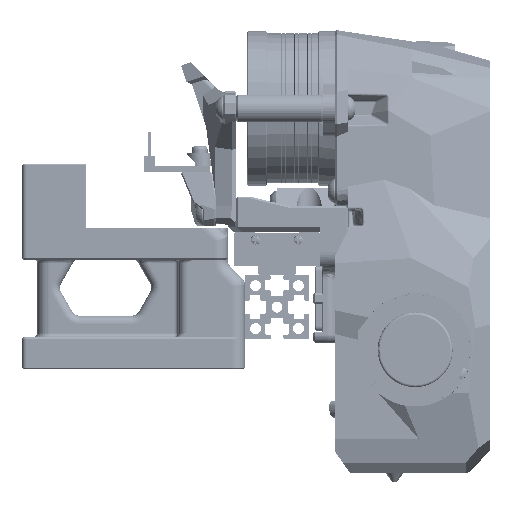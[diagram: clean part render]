
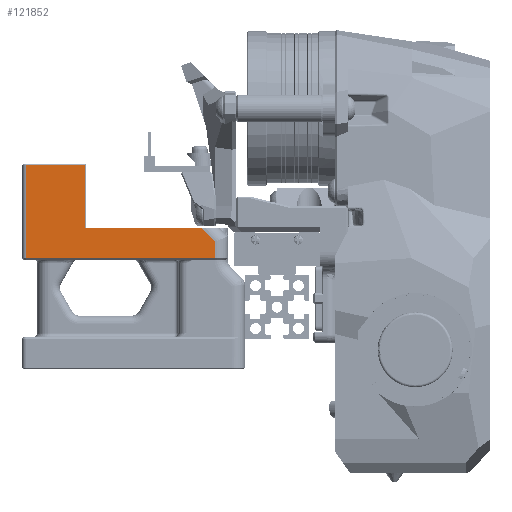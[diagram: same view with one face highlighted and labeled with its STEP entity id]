
A CAD part, left-side view. The second image highlights one B-rep face of the part: STEP entity #121852.
In plain terms, the highlighted planar face has unit normal (-1, 0, 0).
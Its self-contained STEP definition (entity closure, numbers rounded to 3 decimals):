
#8048=PLANE('',#134759);
#16749=FACE_OUTER_BOUND('',#24045,.T.);
#24045=EDGE_LOOP('',(#113328,#113329,#113330,#113331,#113332,#113333,#113334));
#34181=LINE('',#247970,#44337);
#34203=LINE('',#248195,#44359);
#34218=LINE('',#249251,#44374);
#34219=LINE('',#249253,#44375);
#34220=LINE('',#249256,#44376);
#34221=LINE('',#249258,#44377);
#34222=LINE('',#249259,#44378);
#44337=VECTOR('',#168618,10.);
#44359=VECTOR('',#168674,10.);
#44374=VECTOR('',#168745,10.);
#44375=VECTOR('',#168748,10.);
#44376=VECTOR('',#168751,1000.);
#44377=VECTOR('',#168752,1000.);
#44378=VECTOR('',#168753,1000.);
#60949=VERTEX_POINT('',#247967);
#60950=VERTEX_POINT('',#247969);
#60986=VERTEX_POINT('',#248192);
#60987=VERTEX_POINT('',#248194);
#61035=VERTEX_POINT('',#249249);
#61036=VERTEX_POINT('',#249255);
#61037=VERTEX_POINT('',#249257);
#78410=EDGE_CURVE('',#60950,#60949,#34181,.T.);
#78452=EDGE_CURVE('',#60986,#60987,#34203,.T.);
#78507=EDGE_CURVE('',#60949,#61035,#34218,.T.);
#78508=EDGE_CURVE('',#61035,#60987,#34219,.T.);
#78509=EDGE_CURVE('',#60986,#61036,#34220,.T.);
#78510=EDGE_CURVE('',#61036,#61037,#34221,.T.);
#78511=EDGE_CURVE('',#61037,#60950,#34222,.T.);
#113328=ORIENTED_EDGE('',*,*,#78410,.T.);
#113329=ORIENTED_EDGE('',*,*,#78507,.T.);
#113330=ORIENTED_EDGE('',*,*,#78508,.T.);
#113331=ORIENTED_EDGE('',*,*,#78452,.F.);
#113332=ORIENTED_EDGE('',*,*,#78509,.T.);
#113333=ORIENTED_EDGE('',*,*,#78510,.T.);
#113334=ORIENTED_EDGE('',*,*,#78511,.T.);
#121852=ADVANCED_FACE('',(#16749),#8048,.F.);
#134759=AXIS2_PLACEMENT_3D('',#249254,#168749,#168750);
#168618=DIRECTION('',(0.,0.,1.));
#168674=DIRECTION('',(0.,0.,1.));
#168745=DIRECTION('',(0.,1.,0.));
#168748=DIRECTION('',(0.,0.707,-0.707));
#168749=DIRECTION('center_axis',(1.,0.,0.));
#168750=DIRECTION('ref_axis',(0.,0.,1.));
#168751=DIRECTION('',(0.,1.,0.));
#168752=DIRECTION('',(0.,0.,-1.));
#168753=DIRECTION('',(0.,-1.,0.));
#247967=CARTESIAN_POINT('',(-91.5,25.9,19.));
#247969=CARTESIAN_POINT('',(-91.5,25.9,-25.));
#247970=CARTESIAN_POINT('',(-91.5,25.9,-5.5));
#248192=CARTESIAN_POINT('',(-91.5,33.,-11.4));
#248194=CARTESIAN_POINT('',(-91.5,33.,15.757));
#248195=CARTESIAN_POINT('',(-91.5,33.,5.));
#249249=CARTESIAN_POINT('',(-91.5,29.757,19.));
#249251=CARTESIAN_POINT('',(-91.5,25.8,19.));
#249253=CARTESIAN_POINT('',(-91.5,37.629,11.129));
#249254=CARTESIAN_POINT('Origin',(-91.5,31.,-11.));
#249255=CARTESIAN_POINT('',(-91.5,47.6,-11.4));
#249256=CARTESIAN_POINT('',(-91.5,31.,-11.4));
#249257=CARTESIAN_POINT('',(-91.5,47.6,-25.));
#249258=CARTESIAN_POINT('',(-91.5,47.6,-11.));
#249259=CARTESIAN_POINT('',(-91.5,31.,-25.));
